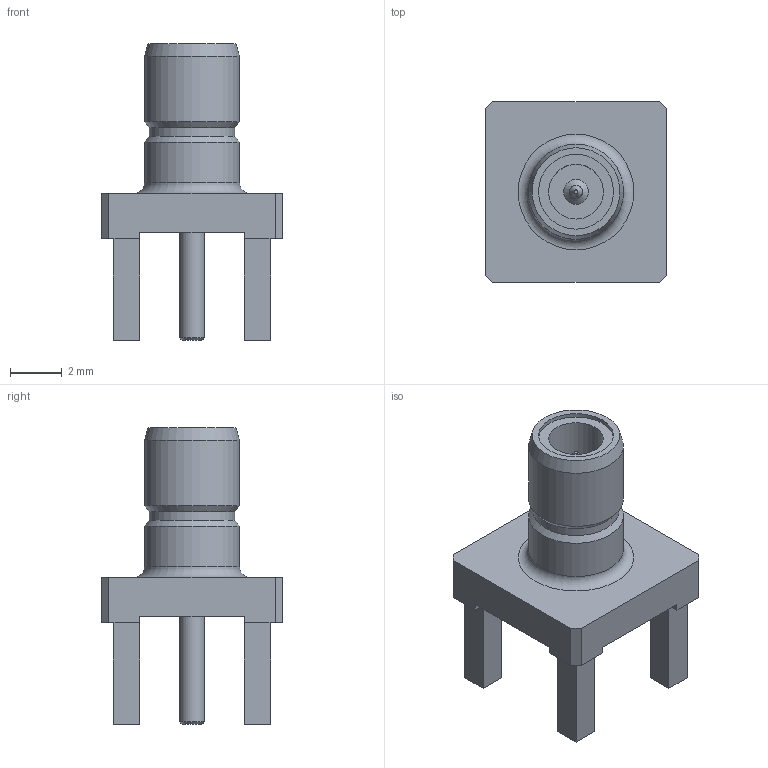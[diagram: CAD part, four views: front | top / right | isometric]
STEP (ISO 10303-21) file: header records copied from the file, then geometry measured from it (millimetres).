
FILE_DESCRIPTION(/* description */ ('Unknown'),/* implementation_level */ '2;1');
FILE_NAME(/* name */ '61612002121503',/* time_stamp */ '2019-12-16T14:21:14+01:00',/* author */ ('Unknown'),/* organization */ ('Unknown'),/* preprocessor_version */ 'ST-DEVELOPER v16.7',/* originating_system */ 'DEX',/* authorisation */ $);
FILE_SCHEMA (('AUTOMOTIVE_DESIGN {1 0 10303 214 3 1 1}'));
Length unit declared in the file: millimetre
Products named in the file (1): 61612002121503
Bounding box: 7 x 7 x 11.5 mm (x, y, z)
Volume: 283.6 mm3; surface area: 629.6 mm2
Topology: 2 solids, 2 shells, 112 faces, 282 edges, 186 vertices
Faces by surface type: plane 80, cylinder 16, cone 14, torus 2
Full cylindrical faces by diameter (mm): 0.5 x2, 0.96 x4, 2.12 x2, 2.9 x2, 3.32 x2, 3.68 x4
Entity records: 3844 total; most frequent: CARTESIAN_POINT 521, DIRECTION 506, ORIENTED_EDGE 472, EDGE_CURVE 236, LINE 192, VECTOR 192, VERTEX_POINT 172, AXIS2_PLACEMENT_3D 157
